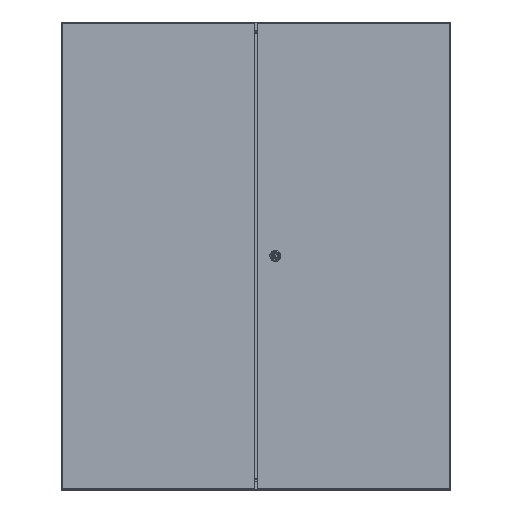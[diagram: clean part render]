
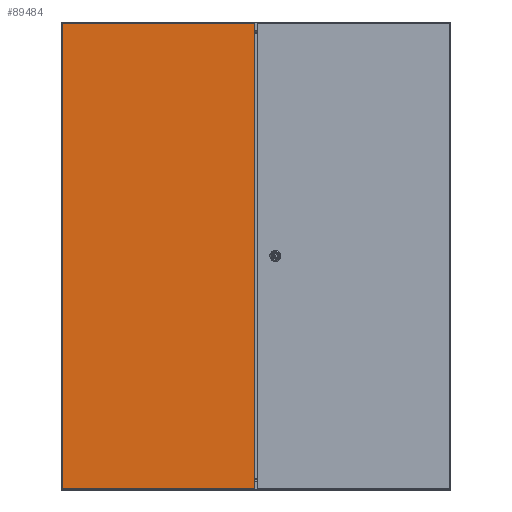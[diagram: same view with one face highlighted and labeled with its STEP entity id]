
A CAD part, top view. The second image highlights one B-rep face of the part: STEP entity #89484.
In plain terms, the highlighted planar face has unit normal (0, 0, 1).
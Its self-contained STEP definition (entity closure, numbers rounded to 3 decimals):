
#2055 = ORIENTED_EDGE ( 'NONE', *, *, #49666, .T. ) ;
#2735 = AXIS2_PLACEMENT_3D ( 'NONE', #48791, #56551, #93823 ) ;
#2936 = VERTEX_POINT ( 'NONE', #75627 ) ;
#4309 = DIRECTION ( 'NONE',  ( 1., 0., 0. ) ) ;
#4619 = LINE ( 'NONE', #19605, #22298 ) ;
#7544 = DIRECTION ( 'NONE',  ( 0., 1., 0. ) ) ;
#10582 = CARTESIAN_POINT ( 'NONE',  ( 2.5, 3., 17.5 ) ) ;
#11182 = EDGE_LOOP ( 'NONE', ( #41292, #50842, #2055, #27521 ) ) ;
#14049 = VECTOR ( 'NONE', #64960, 1000. ) ;
#17903 = VERTEX_POINT ( 'NONE', #76004 ) ;
#18715 = CARTESIAN_POINT ( 'NONE',  ( 2.5, 3., 17.5 ) ) ;
#19605 = CARTESIAN_POINT ( 'NONE',  ( 2.5, 1197., 17.5 ) ) ;
#22298 = VECTOR ( 'NONE', #32683, 1000. ) ;
#26712 = CARTESIAN_POINT ( 'NONE',  ( 2.5, 1197., 17.5 ) ) ;
#26778 = EDGE_CURVE ( 'NONE', #74798, #91183, #55587, .T. ) ;
#27521 = ORIENTED_EDGE ( 'NONE', *, *, #75624, .T. ) ;
#32683 = DIRECTION ( 'NONE',  ( 0., -1., 0. ) ) ;
#35413 = LINE ( 'NONE', #26712, #14049 ) ;
#41292 = ORIENTED_EDGE ( 'NONE', *, *, #62167, .T. ) ;
#44302 = LINE ( 'NONE', #73868, #91782 ) ;
#48791 = CARTESIAN_POINT ( 'NONE',  ( 0., 0., 17.5 ) ) ;
#49666 = EDGE_CURVE ( 'NONE', #91183, #2936, #44302, .T. ) ;
#50842 = ORIENTED_EDGE ( 'NONE', *, *, #26778, .T. ) ;
#55587 = LINE ( 'NONE', #10582, #84011 ) ;
#56551 = DIRECTION ( 'NONE',  ( 0., 0., 1. ) ) ;
#62167 = EDGE_CURVE ( 'NONE', #17903, #74798, #4619, .T. ) ;
#64295 = PLANE ( 'NONE',  #2735 ) ;
#64960 = DIRECTION ( 'NONE',  ( -1., 0., 0. ) ) ;
#73868 = CARTESIAN_POINT ( 'NONE',  ( 497., 1197., 17.5 ) ) ;
#74700 = CARTESIAN_POINT ( 'NONE',  ( 497., 3., 17.5 ) ) ;
#74798 = VERTEX_POINT ( 'NONE', #18715 ) ;
#75624 = EDGE_CURVE ( 'NONE', #2936, #17903, #35413, .T. ) ;
#75627 = CARTESIAN_POINT ( 'NONE',  ( 497., 1197., 17.5 ) ) ;
#76004 = CARTESIAN_POINT ( 'NONE',  ( 2.5, 1197., 17.5 ) ) ;
#84011 = VECTOR ( 'NONE', #4309, 1000. ) ;
#85105 = FACE_OUTER_BOUND ( 'NONE', #11182, .T. ) ;
#89484 = ADVANCED_FACE ( 'NONE', ( #85105 ), #64295, .T. ) ;
#91183 = VERTEX_POINT ( 'NONE', #74700 ) ;
#91782 = VECTOR ( 'NONE', #7544, 1000. ) ;
#93823 = DIRECTION ( 'NONE',  ( 1., 0., 0. ) ) ;
